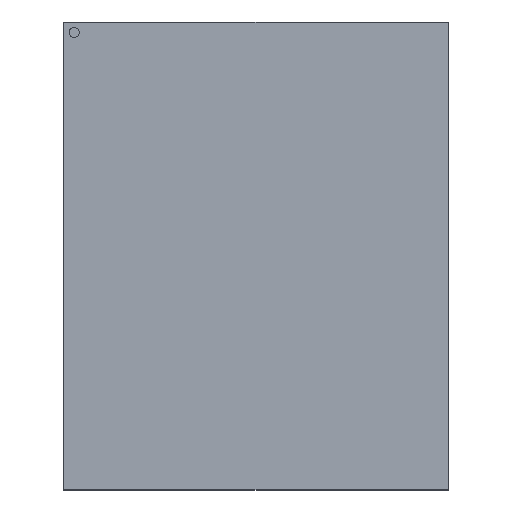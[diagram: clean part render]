
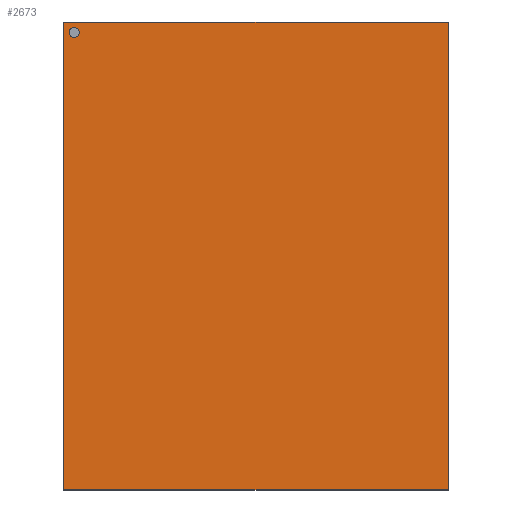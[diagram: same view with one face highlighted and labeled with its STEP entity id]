
A CAD part, top view. The second image highlights one B-rep face of the part: STEP entity #2673.
In plain terms, the highlighted planar face has unit normal (0, 0, 1).
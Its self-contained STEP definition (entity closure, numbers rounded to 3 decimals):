
#1005 = VERTEX_POINT('',#1006);
#1006 = CARTESIAN_POINT('',(-5.75,7.,1.2));
#1014 = VERTEX_POINT('',#1015);
#1015 = CARTESIAN_POINT('',(5.75,7.,1.2));
#1021 = EDGE_CURVE('',#1005,#1014,#1022,.T.);
#1022 = LINE('',#1023,#1024);
#1023 = CARTESIAN_POINT('',(-5.75,7.,1.2));
#1024 = VECTOR('',#1025,1.);
#1025 = DIRECTION('',(1.,0.,0.));
#1037 = EDGE_CURVE('',#1014,#1038,#1040,.T.);
#1038 = VERTEX_POINT('',#1039);
#1039 = CARTESIAN_POINT('',(5.75,-7.,1.2));
#1040 = LINE('',#1041,#1042);
#1041 = CARTESIAN_POINT('',(5.75,7.,1.2));
#1042 = VECTOR('',#1043,1.);
#1043 = DIRECTION('',(0.,-1.,0.));
#1061 = EDGE_CURVE('',#1005,#1062,#1064,.T.);
#1062 = VERTEX_POINT('',#1063);
#1063 = CARTESIAN_POINT('',(-5.75,-7.,1.2));
#1064 = LINE('',#1065,#1066);
#1065 = CARTESIAN_POINT('',(-5.75,7.,1.2));
#1066 = VECTOR('',#1067,1.);
#1067 = DIRECTION('',(0.,-1.,0.));
#1086 = EDGE_CURVE('',#1062,#1038,#1087,.T.);
#1087 = LINE('',#1088,#1089);
#1088 = CARTESIAN_POINT('',(-5.75,-7.,1.2));
#1089 = VECTOR('',#1090,1.);
#1090 = DIRECTION('',(1.,0.,0.));
#2673 = ADVANCED_FACE('',(#2674,#2680),#2691,.T.);
#2674 = FACE_BOUND('',#2675,.T.);
#2675 = EDGE_LOOP('',(#2676,#2677,#2678,#2679));
#2676 = ORIENTED_EDGE('',*,*,#1021,.F.);
#2677 = ORIENTED_EDGE('',*,*,#1061,.T.);
#2678 = ORIENTED_EDGE('',*,*,#1086,.T.);
#2679 = ORIENTED_EDGE('',*,*,#1037,.F.);
#2680 = FACE_BOUND('',#2681,.T.);
#2681 = EDGE_LOOP('',(#2682));
#2682 = ORIENTED_EDGE('',*,*,#2683,.T.);
#2683 = EDGE_CURVE('',#2684,#2684,#2686,.T.);
#2684 = VERTEX_POINT('',#2685);
#2685 = CARTESIAN_POINT('',(-5.44,6.54,1.2));
#2686 = CIRCLE('',#2687,0.15);
#2687 = AXIS2_PLACEMENT_3D('',#2688,#2689,#2690);
#2688 = CARTESIAN_POINT('',(-5.44,6.69,1.2));
#2689 = DIRECTION('',(-0.,0.,-1.));
#2690 = DIRECTION('',(0.,-1.,0.));
#2691 = PLANE('',#2692);
#2692 = AXIS2_PLACEMENT_3D('',#2693,#2694,#2695);
#2693 = CARTESIAN_POINT('',(-5.75,7.,1.2));
#2694 = DIRECTION('',(0.,0.,1.));
#2695 = DIRECTION('',(0.,-1.,0.));
